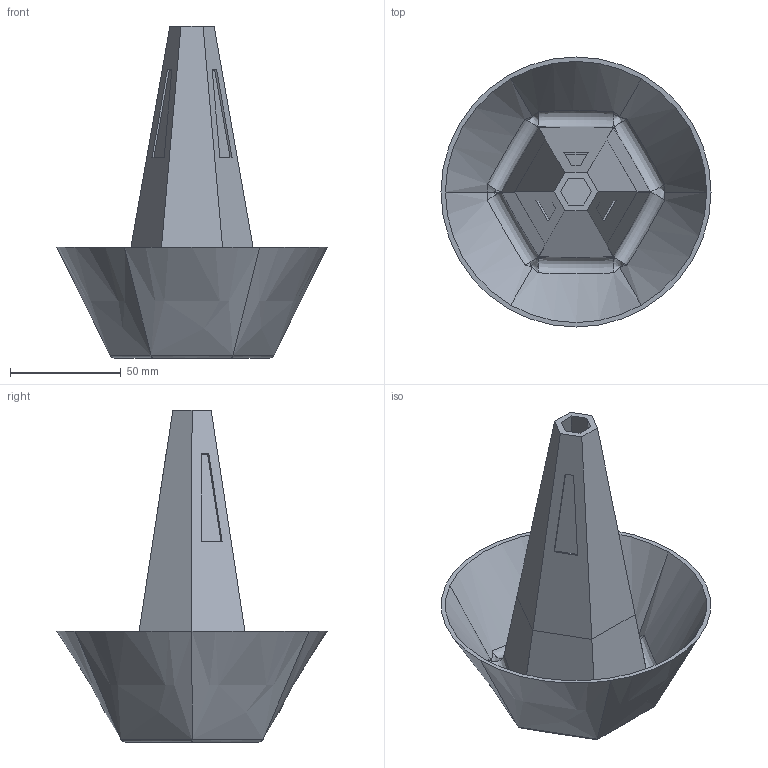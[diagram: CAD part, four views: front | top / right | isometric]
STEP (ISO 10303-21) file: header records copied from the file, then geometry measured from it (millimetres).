
FILE_DESCRIPTION(('FreeCAD Model'),'2;1');
FILE_NAME('Open CASCADE Shape Model','2024-01-30T23:26:46',(''),(''), 'Open CASCADE STEP processor 7.6','FreeCAD','Unknown');
FILE_SCHEMA(('AUTOMOTIVE_DESIGN { 1 0 10303 214 1 1 1 1 }'));
Length unit declared in the file: millimetre
Products named in the file (4): Faceted Cup; Mute001; Straight002; Body009
Assembly tree (3 placements, depth 3):
  Faceted Cup
    Mute001
      Straight002
      Body009
Bounding box: 122 x 122 x 150 mm (x, y, z)
Volume: 198408.1 mm3; surface area: 66549.6 mm2
Topology: 2 solids, 2 shells, 70 faces, 217 edges, 130 vertices
Faces by surface type: bspline 50, plane 20
Entity records: 7568 total; most frequent: CARTESIAN_POINT 4526, DIRECTION 360, ORIENTED_EDGE 348, PCURVE 348, DEFINITIONAL_REPRESENTATION 348, LINE 276, VECTOR 276, B_SPLINE_CURVE_WITH_KNOTS 198
